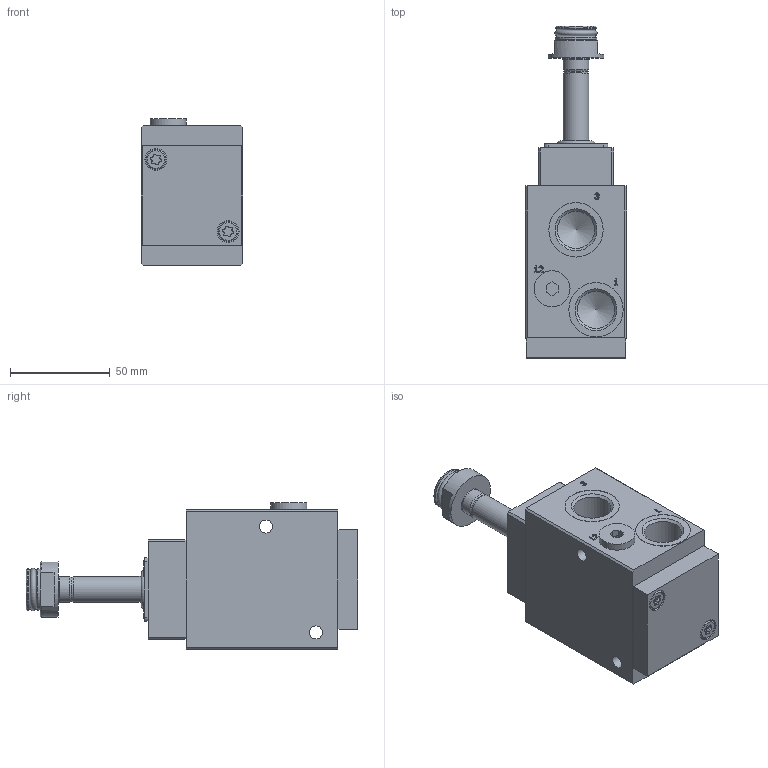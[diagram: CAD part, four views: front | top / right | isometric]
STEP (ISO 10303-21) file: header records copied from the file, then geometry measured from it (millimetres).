
FILE_DESCRIPTION(/* description */ ('STEP AP214'),/* implementation_level */ '2;1');
FILE_NAME(/* name */ '4514749_VOFC-LT-M32C-MC-G12-F19A',/* time_stamp */ '2024-09-17T01:28:35+02:00',/* author */ ('License CC BY-ND 4.0'),/* organization */ ('CADENAS'),/* preprocessor_version */ 'ST-DEVELOPER v19.3',/* originating_system */ 'PARTsolutions',/* authorisation */ ' ');
FILE_SCHEMA (('AUTOMOTIVE_DESIGN {1 0 10303 214 3 1 1}'));
Length unit declared in the file: millimetre
Products named in the file (4): 4514749 VOFC-LT-M32C-MC-G12-F19A; 2868687 VOFC-L-T-M32C-MC-G12-F19A----(d); 2868687 VOFC-LT-M32C-MC-G12-F19A-----(part); Blind-1/4-R---(part)
Assembly tree (3 placements, depth 2):
  4514749 VOFC-LT-M32C-MC-G12-F19A
    2868687 VOFC-L-T-M32C-MC-G12-F19A----(d)
    2868687 VOFC-LT-M32C-MC-G12-F19A-----(part)
    Blind-1/4-R---(part)
Bounding box: 51 x 166 x 73.5 mm (x, y, z)
Volume: 328600 mm3; surface area: 42977.2 mm2
Topology: 2 solids, 2 shells, 264 faces, 643 edges, 422 vertices
Faces by surface type: plane 149, cylinder 92, cone 15, torus 8
Full cylindrical faces by diameter (mm): 6.5 x2, 7 x2, 8 x2, 8.38 x4, 10 x2, 11 x2, 11.445 x1, 12.06 x1, 13 x2, 13.157 x2, 18 x1, 18.631 x3, 21 x2, 27.2 x3, 28 x1
Entity records: 9231 total; most frequent: DIRECTION 1319, CARTESIAN_POINT 1278, ORIENTED_EDGE 1164, EDGE_CURVE 582, AXIS2_PLACEMENT_3D 473, VERTEX_POINT 415, LINE 373, VECTOR 373
